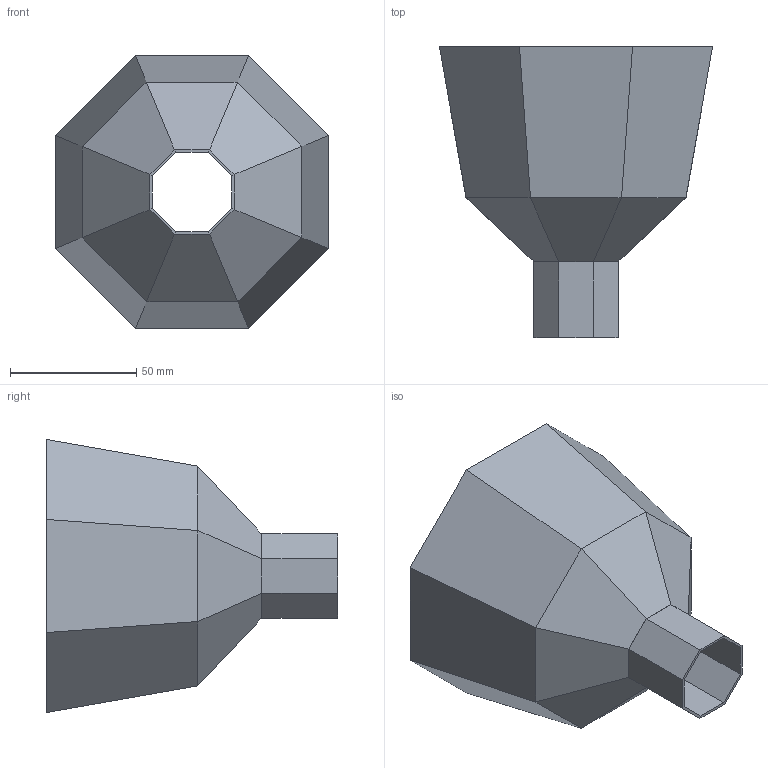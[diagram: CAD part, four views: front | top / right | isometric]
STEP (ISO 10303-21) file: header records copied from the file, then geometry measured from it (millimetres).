
FILE_DESCRIPTION(/* description */ ('VariCAD 2021-1.02 AP-214'),/* implementation_level */ '2;1');
FILE_NAME(/* name */ 'part-60_Funnel_hollow-asm.stp',/* time_stamp */ '2022-06-12T18:22:36+02:00',/* author */ (''),/* organization */ (''),/* preprocessor_version */ 'VariCAD 2021-1.02',/* originating_system */ 'VariCAD 2021-1.02; kernel version (20180118)',/* authorisation */ '');
FILE_SCHEMA(('AUTOMOTIVE_DESIGN'));
Length unit declared in the file: millimetre
Products named in the file (3): part-60_Funnel_hollow-asm
Assembly tree (2 placements, depth 2):
  part-60_Funnel_hollow-asm
    (unnamed)
    (unnamed)
Bounding box: 108 x 115.17 x 108 mm (x, y, z)
Volume: 29760.5 mm3; surface area: 60198.3 mm2
Topology: 2 solids, 2 shells, 80 faces, 168 edges, 88 vertices
Faces by surface type: plane 80
Entity records: 2095 total; most frequent: CARTESIAN_POINT 343, DIRECTION 342, ORIENTED_EDGE 336, EDGE_CURVE 168, LINE 168, VECTOR 168, VERTEX_POINT 88, AXIS2_PLACEMENT_3D 87
